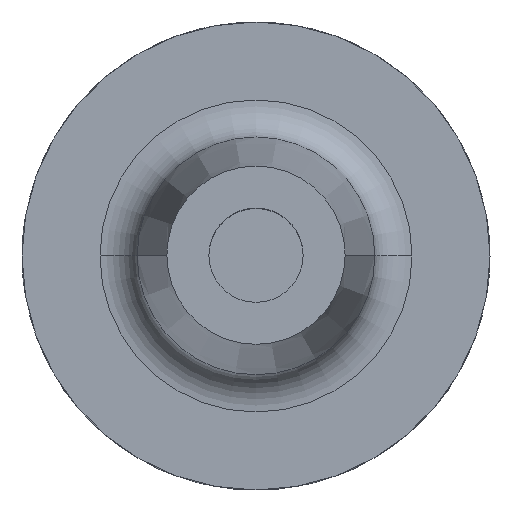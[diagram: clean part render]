
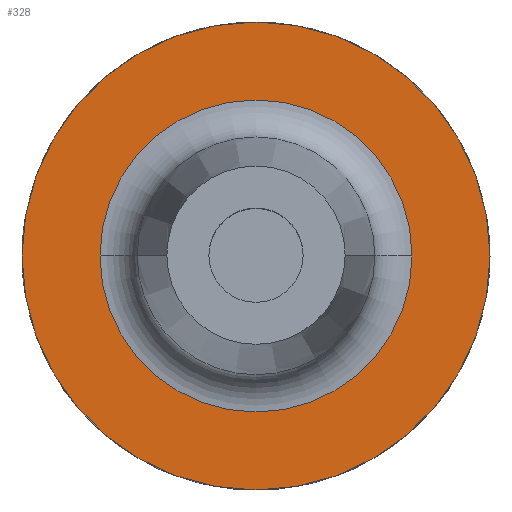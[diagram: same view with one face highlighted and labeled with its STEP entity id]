
A CAD part, top view. The second image highlights one B-rep face of the part: STEP entity #328.
In plain terms, the highlighted planar face has unit normal (0, 0, 1).
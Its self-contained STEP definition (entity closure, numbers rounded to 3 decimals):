
#4 = ORIENTED_EDGE ( 'NONE', *, *, #337, .T. ) ;
#14 = CARTESIAN_POINT ( 'NONE',  ( 21., 0., 27. ) ) ;
#17 = PLANE ( 'NONE',  #1122 ) ;
#46 = DIRECTION ( 'NONE',  ( 0., 0., -1. ) ) ;
#115 = CIRCLE ( 'NONE', #830, 21. ) ;
#167 = CARTESIAN_POINT ( 'NONE',  ( 0., 0., 27. ) ) ;
#194 = CIRCLE ( 'NONE', #1293, 21. ) ;
#233 = DIRECTION ( 'NONE',  ( -1., 0., 0. ) ) ;
#312 = DIRECTION ( 'NONE',  ( 0., 0., -1. ) ) ;
#328 = ADVANCED_FACE ( 'NONE', ( #926, #1566 ), #17, .F. ) ;
#335 = ORIENTED_EDGE ( 'NONE', *, *, #1490, .F. ) ;
#337 = EDGE_CURVE ( 'NONE', #404, #869, #194, .T. ) ;
#338 = EDGE_LOOP ( 'NONE', ( #1582, #4 ) ) ;
#353 = CARTESIAN_POINT ( 'NONE',  ( 0., 0., 27. ) ) ;
#404 = VERTEX_POINT ( 'NONE', #14 ) ;
#427 = VERTEX_POINT ( 'NONE', #1444 ) ;
#643 = EDGE_CURVE ( 'NONE', #869, #404, #115, .T. ) ;
#672 = CIRCLE ( 'NONE', #718, 31.5 ) ;
#718 = AXIS2_PLACEMENT_3D ( 'NONE', #1082, #312, #1218 ) ;
#816 = DIRECTION ( 'NONE',  ( -1., 0., 0. ) ) ;
#822 = CARTESIAN_POINT ( 'NONE',  ( 0., 0., 27. ) ) ;
#830 = AXIS2_PLACEMENT_3D ( 'NONE', #353, #1011, #233 ) ;
#869 = VERTEX_POINT ( 'NONE', #1166 ) ;
#881 = CIRCLE ( 'NONE', #1272, 31.5 ) ;
#926 = FACE_BOUND ( 'NONE', #338, .T. ) ;
#951 = DIRECTION ( 'NONE',  ( 0., 0., -1. ) ) ;
#955 = DIRECTION ( 'NONE',  ( -1., 0., 0. ) ) ;
#1011 = DIRECTION ( 'NONE',  ( 0., 0., -1. ) ) ;
#1033 = ORIENTED_EDGE ( 'NONE', *, *, #1634, .F. ) ;
#1082 = CARTESIAN_POINT ( 'NONE',  ( 0., 0., 27. ) ) ;
#1122 = AXIS2_PLACEMENT_3D ( 'NONE', #1570, #1600, #1320 ) ;
#1166 = CARTESIAN_POINT ( 'NONE',  ( -21., 0., 27. ) ) ;
#1218 = DIRECTION ( 'NONE',  ( -1., 0., 0. ) ) ;
#1249 = EDGE_LOOP ( 'NONE', ( #1033, #335 ) ) ;
#1272 = AXIS2_PLACEMENT_3D ( 'NONE', #822, #46, #955 ) ;
#1293 = AXIS2_PLACEMENT_3D ( 'NONE', #167, #951, #816 ) ;
#1320 = DIRECTION ( 'NONE',  ( -1., 0., 0. ) ) ;
#1345 = CARTESIAN_POINT ( 'NONE',  ( -31.5, 0., 27. ) ) ;
#1444 = CARTESIAN_POINT ( 'NONE',  ( 31.5, 0., 27. ) ) ;
#1490 = EDGE_CURVE ( 'NONE', #427, #1598, #881, .T. ) ;
#1566 = FACE_OUTER_BOUND ( 'NONE', #1249, .T. ) ;
#1570 = CARTESIAN_POINT ( 'NONE',  ( 0., 0., 27. ) ) ;
#1582 = ORIENTED_EDGE ( 'NONE', *, *, #643, .T. ) ;
#1598 = VERTEX_POINT ( 'NONE', #1345 ) ;
#1600 = DIRECTION ( 'NONE',  ( 0., 0., -1. ) ) ;
#1634 = EDGE_CURVE ( 'NONE', #1598, #427, #672, .T. ) ;
